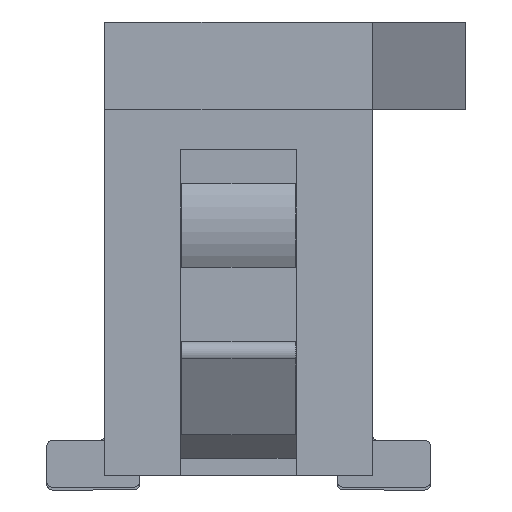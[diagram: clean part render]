
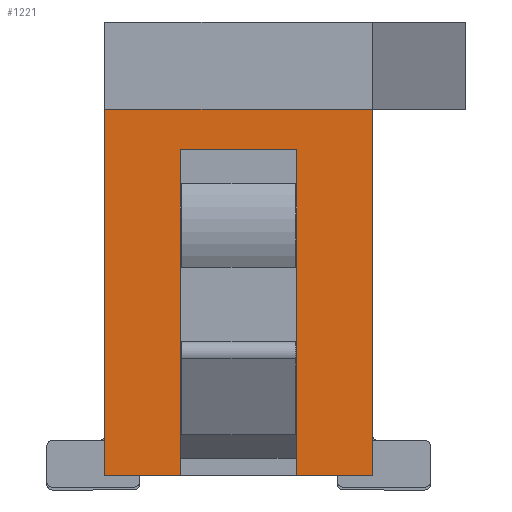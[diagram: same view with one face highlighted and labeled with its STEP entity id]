
A CAD part, left-side view. The second image highlights one B-rep face of the part: STEP entity #1221.
In plain terms, the highlighted planar face has unit normal (-1, 0, 0).
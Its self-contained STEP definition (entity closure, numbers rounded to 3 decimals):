
#1221 = ADVANCED_FACE( '', ( #2570 ), #2571, .F. );
#2570 = FACE_OUTER_BOUND( '', #4103, .T. );
#2571 = PLANE( '', #4104 );
#4103 = EDGE_LOOP( '', ( #7471, #7472, #7473, #7474, #7475, #7476, #7477, #7478 ) );
#4104 = AXIS2_PLACEMENT_3D( '', #7479, #7480, #7481 );
#7471 = ORIENTED_EDGE( '', *, *, #10317, .F. );
#7472 = ORIENTED_EDGE( '', *, *, #11663, .F. );
#7473 = ORIENTED_EDGE( '', *, *, #10451, .F. );
#7474 = ORIENTED_EDGE( '', *, *, #11311, .T. );
#7475 = ORIENTED_EDGE( '', *, *, #10309, .F. );
#7476 = ORIENTED_EDGE( '', *, *, #10938, .F. );
#7477 = ORIENTED_EDGE( '', *, *, #11456, .T. );
#7478 = ORIENTED_EDGE( '', *, *, #11664, .T. );
#7479 = CARTESIAN_POINT( '', ( -6.75, -1.15, 1.575 ) );
#7480 = DIRECTION( '', ( 1., 0., 0. ) );
#7481 = DIRECTION( '', ( 0., 0., -1. ) );
#10309 = EDGE_CURVE( '', #12583, #12585, #12586, .T. );
#10317 = EDGE_CURVE( '', #12599, #12578, #12601, .T. );
#10451 = EDGE_CURVE( '', #12843, #12845, #12846, .T. );
#10938 = EDGE_CURVE( '', #13697, #12583, #13699, .T. );
#11311 = EDGE_CURVE( '', #12843, #12585, #14283, .T. );
#11456 = EDGE_CURVE( '', #13697, #14497, #14499, .T. );
#11663 = EDGE_CURVE( '', #12845, #12599, #14785, .T. );
#11664 = EDGE_CURVE( '', #14497, #12578, #14786, .T. );
#12578 = VERTEX_POINT( '', #15957 );
#12583 = VERTEX_POINT( '', #15964 );
#12585 = VERTEX_POINT( '', #15967 );
#12586 = LINE( '', #15968, #15969 );
#12599 = VERTEX_POINT( '', #15988 );
#12601 = LINE( '', #15991, #15992 );
#12843 = VERTEX_POINT( '', #16326 );
#12845 = VERTEX_POINT( '', #16329 );
#12846 = LINE( '', #16330, #16331 );
#13697 = VERTEX_POINT( '', #17554 );
#13699 = LINE( '', #17557, #17558 );
#14283 = LINE( '', #18410, #18411 );
#14497 = VERTEX_POINT( '', #18733 );
#14499 = LINE( '', #18736, #18737 );
#14785 = LINE( '', #19168, #19169 );
#14786 = LINE( '', #19170, #19171 );
#15957 = CARTESIAN_POINT( '', ( -6.75, 1.15, -1.575 ) );
#15964 = CARTESIAN_POINT( '', ( -6.75, -1.15, -1.575 ) );
#15967 = CARTESIAN_POINT( '', ( -6.75, -0.5, -1.575 ) );
#15968 = CARTESIAN_POINT( '', ( -6.75, -1.15, -1.575 ) );
#15969 = VECTOR( '', #20596, 1000. );
#15988 = CARTESIAN_POINT( '', ( -6.75, 0.5, -1.575 ) );
#15991 = CARTESIAN_POINT( '', ( -6.75, -1.15, -1.575 ) );
#15992 = VECTOR( '', #20604, 1000. );
#16326 = CARTESIAN_POINT( '', ( -6.75, -0.5, 1.225 ) );
#16329 = CARTESIAN_POINT( '', ( -6.75, 0.5, 1.225 ) );
#16330 = CARTESIAN_POINT( '', ( -6.75, -0.5, 1.225 ) );
#16331 = VECTOR( '', #20767, 1000. );
#17554 = CARTESIAN_POINT( '', ( -6.75, -1.15, 1.575 ) );
#17557 = CARTESIAN_POINT( '', ( -6.75, -1.15, 1.575 ) );
#17558 = VECTOR( '', #21297, 1000. );
#18410 = CARTESIAN_POINT( '', ( -6.75, -0.5, 1.225 ) );
#18411 = VECTOR( '', #21632, 1000. );
#18733 = CARTESIAN_POINT( '', ( -6.75, 1.15, 1.575 ) );
#18736 = CARTESIAN_POINT( '', ( -6.75, -1.15, 1.575 ) );
#18737 = VECTOR( '', #21742, 1000. );
#19168 = CARTESIAN_POINT( '', ( -6.75, 0.5, 1.225 ) );
#19169 = VECTOR( '', #21912, 1000. );
#19170 = CARTESIAN_POINT( '', ( -6.75, 1.15, 1.575 ) );
#19171 = VECTOR( '', #21913, 1000. );
#20596 = DIRECTION( '', ( 0., 1., 0. ) );
#20604 = DIRECTION( '', ( 0., 1., 0. ) );
#20767 = DIRECTION( '', ( 0., 1., 0. ) );
#21297 = DIRECTION( '', ( 0., 0., -1. ) );
#21632 = DIRECTION( '', ( 0., 0., -1. ) );
#21742 = DIRECTION( '', ( 0., 1., 0. ) );
#21912 = DIRECTION( '', ( 0., 0., -1. ) );
#21913 = DIRECTION( '', ( 0., 0., -1. ) );
